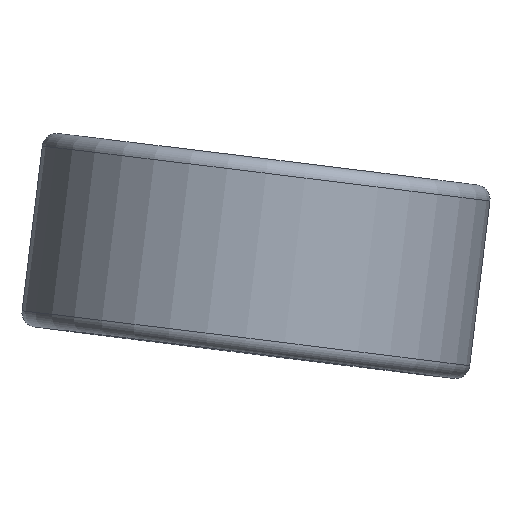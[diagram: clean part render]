
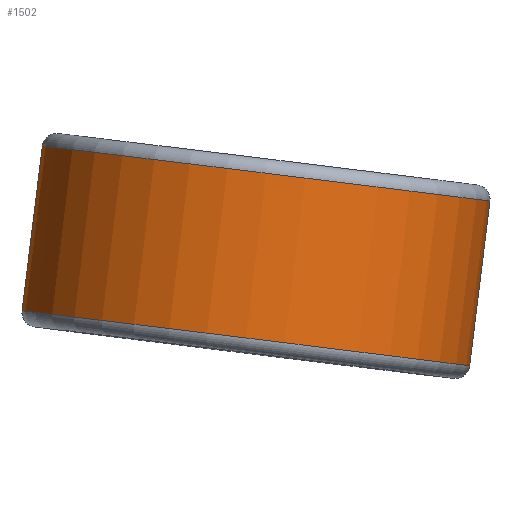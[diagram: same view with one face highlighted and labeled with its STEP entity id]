
A CAD part, top view. The second image highlights one B-rep face of the part: STEP entity #1502.
In plain terms, the highlighted cylindrical face has radius 6.25 mm (diameter 12.5 mm), a partial arc.
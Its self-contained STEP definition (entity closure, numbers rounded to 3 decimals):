
#59 = VERTEX_POINT('',#60);
#60 = CARTESIAN_POINT('',(5.923,-3.045,9.6));
#67 = EDGE_CURVE('',#59,#68,#70,.T.);
#68 = VERTEX_POINT('',#69);
#69 = CARTESIAN_POINT('',(-6.484,-1.521,9.6));
#70 = CIRCLE('',#71,6.25);
#71 = AXIS2_PLACEMENT_3D('',#72,#73,#74);
#72 = CARTESIAN_POINT('',(-0.28,-2.283,9.6));
#73 = DIRECTION('',(-0.122,-0.993,0.)
  );
#74 = DIRECTION('',(0.993,-0.122,0.)
  );
#110 = EDGE_CURVE('',#59,#111,#113,.T.);
#111 = VERTEX_POINT('',#112);
#112 = CARTESIAN_POINT('',(6.484,1.521,9.6));
#113 = LINE('',#114,#115);
#114 = CARTESIAN_POINT('',(5.923,-3.045,9.6)
  );
#115 = VECTOR('',#116,1.);
#116 = DIRECTION('',(0.122,0.993,0.));
#119 = EDGE_CURVE('',#68,#120,#122,.T.);
#120 = VERTEX_POINT('',#121);
#121 = CARTESIAN_POINT('',(-5.923,3.045,9.6));
#122 = LINE('',#123,#124);
#123 = CARTESIAN_POINT('',(-6.484,-1.521,
    9.6));
#124 = VECTOR('',#125,1.);
#125 = DIRECTION('',(0.122,0.993,0.)
  );
#1489 = EDGE_CURVE('',#120,#111,#1490,.T.);
#1490 = CIRCLE('',#1491,6.25);
#1491 = AXIS2_PLACEMENT_3D('',#1492,#1493,#1494);
#1492 = CARTESIAN_POINT('',(0.28,2.283,9.6));
#1493 = DIRECTION('',(0.122,0.993,0.
    ));
#1494 = DIRECTION('',(-0.993,0.122,
    0.));
#1502 = ADVANCED_FACE('',(#1503),#1509,.T.);
#1503 = FACE_BOUND('',#1504,.T.);
#1504 = EDGE_LOOP('',(#1505,#1506,#1507,#1508));
#1505 = ORIENTED_EDGE('',*,*,#119,.F.);
#1506 = ORIENTED_EDGE('',*,*,#67,.F.);
#1507 = ORIENTED_EDGE('',*,*,#110,.T.);
#1508 = ORIENTED_EDGE('',*,*,#1489,.F.);
#1509 = CYLINDRICAL_SURFACE('',#1510,6.25);
#1510 = AXIS2_PLACEMENT_3D('',#1511,#1512,#1513);
#1511 = CARTESIAN_POINT('',(-0.329,-2.68,9.6));
#1512 = DIRECTION('',(0.122,0.993,0.
    ));
#1513 = DIRECTION('',(0.993,-0.122,0.
    ));
